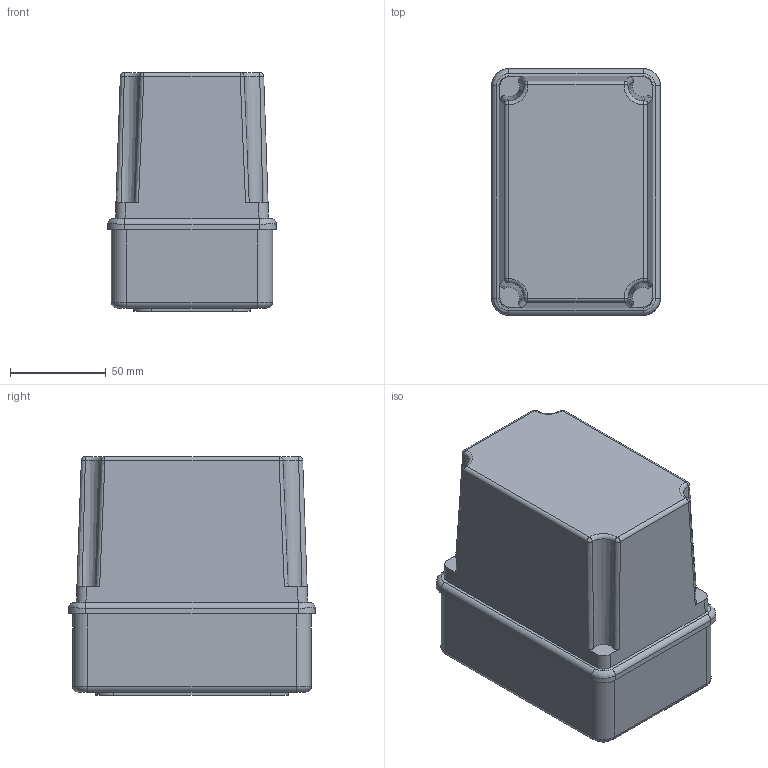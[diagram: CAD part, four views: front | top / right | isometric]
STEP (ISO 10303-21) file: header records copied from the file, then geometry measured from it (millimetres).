
FILE_DESCRIPTION((''),'2;1');
FILE_NAME('GW44215_ASM','2021-08-03T16:05:22',('user'),('Axiro Italia'),'CREO PARAMETRIC BY PTC INC, 2020354','CREO PARAMETRIC BY PTC INC, 2020354','');
FILE_SCHEMA(('CONFIG_CONTROL_DESIGN'));
Length unit declared in the file: millimetre
Products named in the file (3): GW44215_SCATOLA_OR; GW44215_COPERCHIO_OR; GW44215_ASM
Assembly tree (2 placements, depth 2):
  GW44215_ASM
    GW44215_SCATOLA_OR
    GW44215_COPERCHIO_OR
Bounding box: 88.36 x 129.22 x 125.1 mm (x, y, z)
Volume: 172678.4 mm3; surface area: 142855.4 mm2
Topology: 2 solids, 2 shells, 435 faces, 1038 edges, 648 vertices
Faces by surface type: plane 261, cylinder 108, bspline 42, torus 8, cone 8, sphere 8
Entity records: 14946 total; most frequent: CARTESIAN_POINT 4929, ORIENTED_EDGE 2076, DIRECTION 1986, EDGE_CURVE 1038, VECTOR 708, LINE 708, VERTEX_POINT 648, AXIS2_PLACEMENT_3D 639
